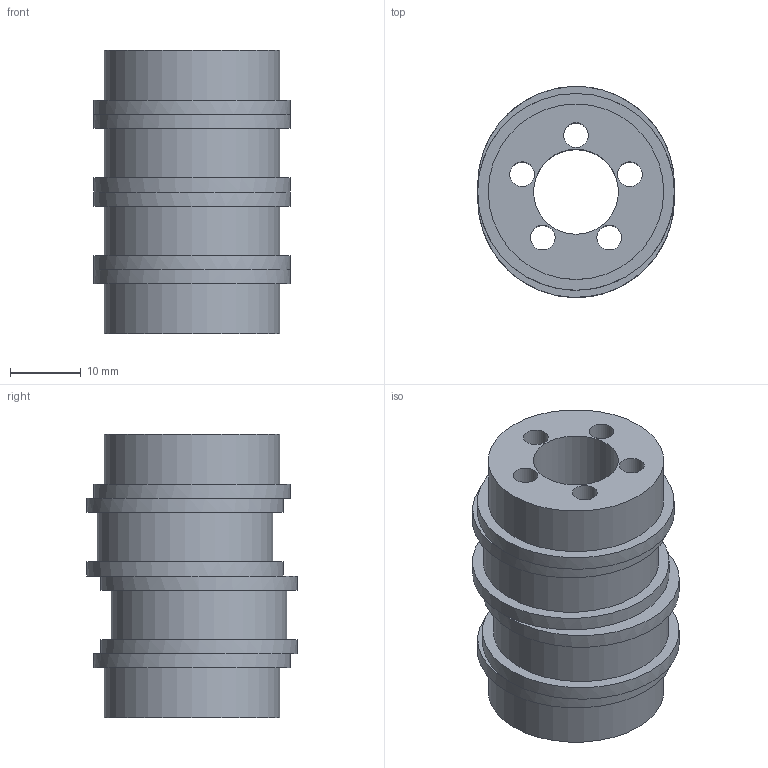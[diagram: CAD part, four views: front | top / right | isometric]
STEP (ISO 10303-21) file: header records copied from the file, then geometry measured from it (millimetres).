
FILE_DESCRIPTION(/* description */ (''),/* implementation_level */ '2;1');
FILE_NAME(/* name */ 'Shaft e1 v2.step',/* time_stamp */ '2024-05-28T16:35:31+02:00',/* author */ (''),/* organization */ (''),/* preprocessor_version */ 'ST-DEVELOPER v20',/* originating_system */ 'Autodesk Translation Framework v13.14.0.145',/* authorisation */ '');
FILE_SCHEMA (('AUTOMOTIVE_DESIGN { 1 0 10303 214 3 1 1 }'));
Length unit declared in the file: millimetre
Products named in the file (5): Shaft e1; Shifted; Normal; Shifted2; Normal (1)
Assembly tree (4 placements, depth 2):
  Shaft e1
    Shifted
    Normal
    Shifted2
    Normal (1)
Bounding box: 27.8 x 29.8 x 40 mm (x, y, z)
Volume: 14361.2 mm3; surface area: 10477.3 mm2
Topology: 4 solids, 4 shells, 51 faces, 114 edges, 74 vertices
Faces by surface type: cylinder 34, plane 17
Full cylindrical faces by diameter (mm): 3.5 x20, 12 x4, 24.8 x4, 27.8 x6
Entity records: 1705 total; most frequent: DIRECTION 314, CARTESIAN_POINT 248, ORIENTED_EDGE 228, AXIS2_PLACEMENT_3D 140, EDGE_CURVE 114, EDGE_LOOP 102, CIRCLE 80, VERTEX_POINT 74
